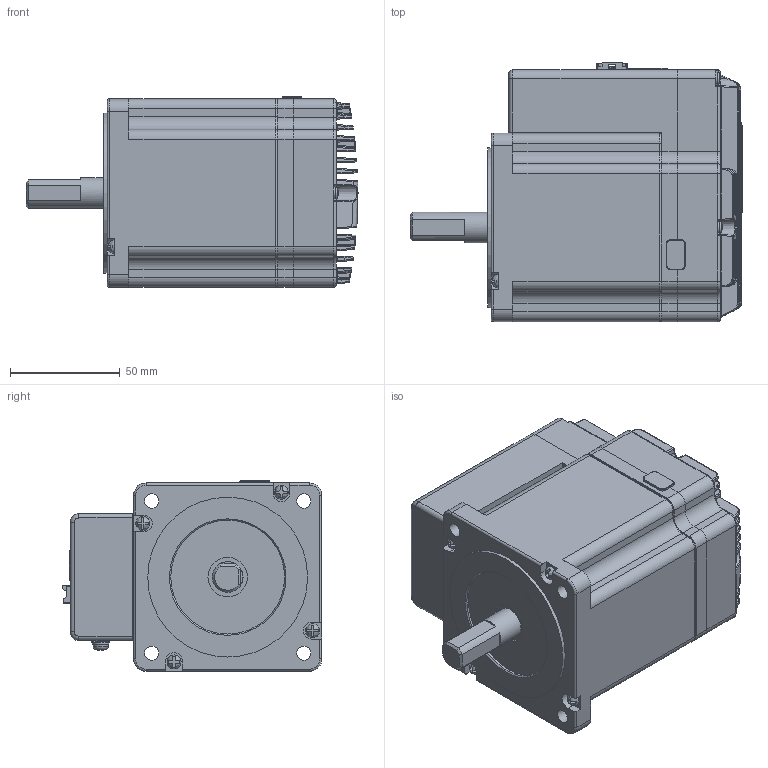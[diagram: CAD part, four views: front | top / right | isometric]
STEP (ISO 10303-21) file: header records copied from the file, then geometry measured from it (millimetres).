
FILE_DESCRIPTION (( 'STEP AP203' ), '1' );
FILE_NAME ('P119-MO-086-04-R02.STEP', '2021-09-02T07:35:19', ( '' ), ( '' ), 'SwSTEP 2.0', 'SolidWorks 2018', '' );
FILE_SCHEMA (( 'CONFIG_CONTROL_DESIGN' ));
Length unit declared in the file: millimetre
Products named in the file (33): M119-EC-042-04-R00; 86EC-PCB4-01; 20R-JMCS-G-B-TF(NSA); M119-EC-086-01-R01; pan cross head_ks_KS 1023 PC- M3 x 30-N; M119-EC-056-04-R00; pan cross head_ks_KS 1023 PC- M4 x 8-N; 09455511103_100183220MOD000B; 56EC-PCB3-01; 100V470; M117-MO-086-01-R00; M119-EC-086-02-R03; M119-EC-086-03-R00; 877600816; 039012045; 791091007; 瞪錳薄樓醴喀攪-2; 瞪錳薄樓醴喀攪-4; spring lock washer_ks_KS 1324 - M4; 瞪錳薄樓醴喀攪-5; 460150402; 20PS-JMCS-G-1B-TF(N); 瞪錳薄樓醴喀攪-3; 瞪錳薄樓醴喀攪-1; plain washer 10673 type snl_iso_ISO 10673-3.6-S; 5016451220; 86EC-PCB1-02; 791091003; 86EC-PCB2-01; P119-MO-086-04-R02; 瞪錳蕾樓攪喀攪; pan cross head_ks_KS 1023 PC- M3 x 25-N; 877601616
Assembly tree (39 placements, depth 3):
  P119-MO-086-04-R02
    M117-MO-086-01-R00
    M119-EC-086-01-R01
    M119-EC-086-02-R03
    100V470  x2
    pan cross head_ks_KS 1023 PC- M3 x 25-N  x2
    pan cross head_ks_KS 1023 PC- M3 x 30-N  x3
    M119-EC-042-04-R00
    瞪錳蕾樓攪喀攪
      瞪錳薄樓醴喀攪-1
      瞪錳薄樓醴喀攪-2
      瞪錳薄樓醴喀攪-3
      瞪錳薄樓醴喀攪-4
      瞪錳薄樓醴喀攪-5
    09455511103_100183220MOD000B  x2
    5016451220
    86EC-PCB4-01
    56EC-PCB3-01
    86EC-PCB1-02
    86EC-PCB2-01
    20PS-JMCS-G-1B-TF(N)
    20R-JMCS-G-B-TF(NSA)
    791091003  x2
    877600816  x2
    039012045
    460150402
    791091007
    877601616
    M119-EC-086-03-R00
    pan cross head_ks_KS 1023 PC- M4 x 8-N
    spring lock washer_ks_KS 1324 - M4
    plain washer 10673 type snl_iso_ISO 10673-3.6-S
    M119-EC-056-04-R00
Bounding box: 151.6 x 118.6 x 87 mm (x, y, z)
Volume: 706624.5 mm3; surface area: 195815 mm2
Topology: 38 solids, 38 shells, 6360 faces, 17112 edges, 10891 vertices
Faces by surface type: plane 4878, cylinder 1061, bspline 238, torus 71, cone 70, sphere 42
Full cylindrical faces by diameter (mm): 0.4 x2, 0.5 x2, 1 x1, 2.5 x12, 3 x7, 3.3 x1, 3.4 x10, 3.5 x3, 3.6 x1, 4 x5, 4.5 x6, 5.5 x3, 6.35 x1, 6.5 x4, 8 x1, 14 x1, 16 x2, 18 x2, 52 x1, 73 x1
Entity records: 167330 total; most frequent: CARTESIAN_POINT 37827, ORIENTED_EDGE 27048, DIRECTION 24506, EDGE_CURVE 13524, VECTOR 10972, LINE 10972, VERTEX_POINT 8655, AXIS2_PLACEMENT_3D 6767
